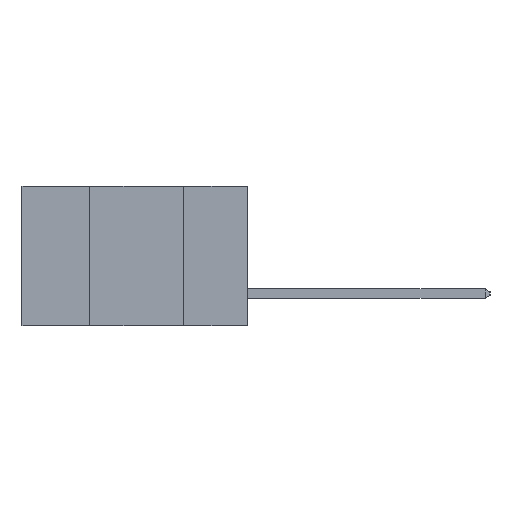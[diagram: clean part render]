
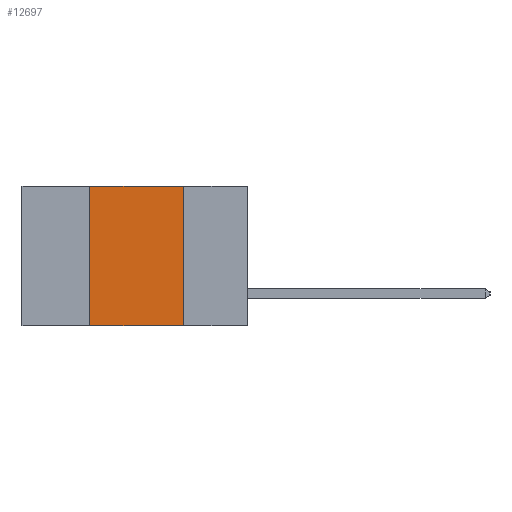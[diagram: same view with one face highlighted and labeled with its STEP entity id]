
A CAD part, left-side view. The second image highlights one B-rep face of the part: STEP entity #12697.
In plain terms, the highlighted planar face has unit normal (-1, 0, 0).
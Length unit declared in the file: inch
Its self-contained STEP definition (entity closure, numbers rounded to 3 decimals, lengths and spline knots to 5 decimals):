
#76 = DIRECTION ( 'NONE',  ( 1., 0., 0. ) ) ;
#98 = CARTESIAN_POINT ( 'NONE',  ( 0., 0.42, 0. ) ) ;
#359 = VECTOR ( 'NONE', #2086, 39.37008 ) ;
#501 = VERTEX_POINT ( 'NONE', #7661 ) ;
#580 = EDGE_CURVE ( 'NONE', #501, #12708, #13276, .T. ) ;
#927 = ORIENTED_EDGE ( 'NONE', *, *, #4164, .F. ) ;
#1725 = VERTEX_POINT ( 'NONE', #10145 ) ;
#2002 = EDGE_CURVE ( 'NONE', #501, #3252, #12272, .T. ) ;
#2086 = DIRECTION ( 'NONE',  ( 0., 0., 1. ) ) ;
#2427 = LINE ( 'NONE', #9497, #7801 ) ;
#2949 = ORIENTED_EDGE ( 'NONE', *, *, #580, .T. ) ;
#3070 = LINE ( 'NONE', #9334, #8134 ) ;
#3252 = VERTEX_POINT ( 'NONE', #98 ) ;
#3464 = ORIENTED_EDGE ( 'NONE', *, *, #4968, .F. ) ;
#4164 = EDGE_CURVE ( 'NONE', #1725, #12708, #2427, .T. ) ;
#4334 = PLANE ( 'NONE',  #9543 ) ;
#4480 = VECTOR ( 'NONE', #10136, 39.37008 ) ;
#4968 = EDGE_CURVE ( 'NONE', #3252, #1725, #3070, .T. ) ;
#7382 = EDGE_LOOP ( 'NONE', ( #927, #3464, #8330, #2949 ) ) ;
#7524 = CARTESIAN_POINT ( 'NONE',  ( 0., 0.6, 0. ) ) ;
#7571 = DIRECTION ( 'NONE',  ( 0., 0., -1. ) ) ;
#7630 = DIRECTION ( 'NONE',  ( 0., 0., -1. ) ) ;
#7661 = CARTESIAN_POINT ( 'NONE',  ( 0., 0.42, -0.37 ) ) ;
#7801 = VECTOR ( 'NONE', #7630, 39.37008 ) ;
#7887 = FACE_OUTER_BOUND ( 'NONE', #7382, .T. ) ;
#8134 = VECTOR ( 'NONE', #9374, 39.37008 ) ;
#8330 = ORIENTED_EDGE ( 'NONE', *, *, #2002, .F. ) ;
#9334 = CARTESIAN_POINT ( 'NONE',  ( 0., 0.6, 0. ) ) ;
#9374 = DIRECTION ( 'NONE',  ( 0., -1., 0. ) ) ;
#9497 = CARTESIAN_POINT ( 'NONE',  ( 0., 0.17, 0. ) ) ;
#9543 = AXIS2_PLACEMENT_3D ( 'NONE', #7524, #76, #7571 ) ;
#9721 = CARTESIAN_POINT ( 'NONE',  ( 0., 0.17, -0.37 ) ) ;
#10136 = DIRECTION ( 'NONE',  ( 0., -1., 0. ) ) ;
#10145 = CARTESIAN_POINT ( 'NONE',  ( 0., 0.17, 0. ) ) ;
#11776 = CARTESIAN_POINT ( 'NONE',  ( 0., 0.6, -0.37 ) ) ;
#12272 = LINE ( 'NONE', #12312, #359 ) ;
#12312 = CARTESIAN_POINT ( 'NONE',  ( 0., 0.42, 0. ) ) ;
#12697 = ADVANCED_FACE ( 'NONE', ( #7887 ), #4334, .F. ) ;
#12708 = VERTEX_POINT ( 'NONE', #9721 ) ;
#13276 = LINE ( 'NONE', #11776, #4480 ) ;
